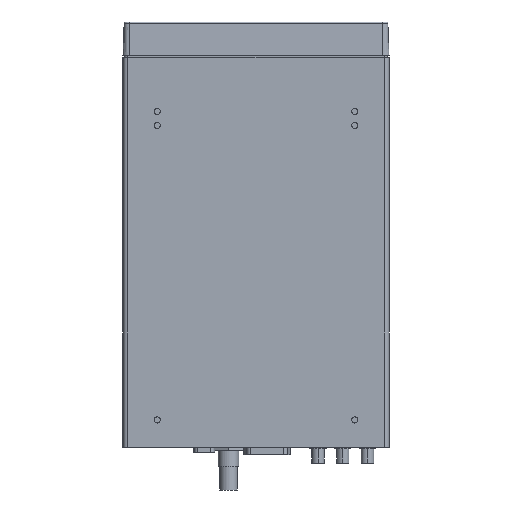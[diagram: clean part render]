
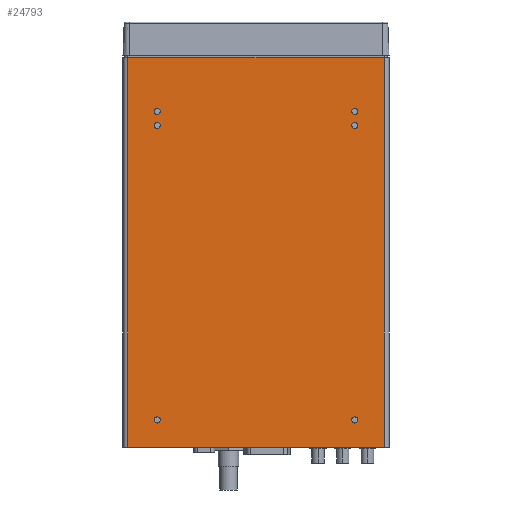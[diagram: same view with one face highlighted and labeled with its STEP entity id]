
A CAD part, front view. The second image highlights one B-rep face of the part: STEP entity #24793.
In plain terms, the highlighted face is planar.
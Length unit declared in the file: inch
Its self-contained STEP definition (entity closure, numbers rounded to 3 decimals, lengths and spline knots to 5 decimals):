
#24135=DIRECTION('',(-1.,0.,0.));
#24136=VECTOR('',#24135,7.7776);
#24137=CARTESIAN_POINT('',(3.8888,0.,5.9135));
#24138=LINE('',#24137,#24136);
#24147=DIRECTION('',(0.,0.,-1.));
#24148=VECTOR('',#24147,11.827);
#24149=CARTESIAN_POINT('',(3.8888,0.,5.9135));
#24150=LINE('',#24149,#24148);
#24151=CARTESIAN_POINT('',(-2.9992,0.,-5.0865));
#24152=DIRECTION('',(0.,-1.,0.));
#24153=DIRECTION('',(1.,0.,0.));
#24154=AXIS2_PLACEMENT_3D('',#24151,#24152,#24153);
#24156=CARTESIAN_POINT('',(-2.9992,0.,-5.0865));
#24157=DIRECTION('',(0.,-1.,0.));
#24158=DIRECTION('',(-1.,0.,0.));
#24159=AXIS2_PLACEMENT_3D('',#24156,#24157,#24158);
#24161=CARTESIAN_POINT('',(3.0008,0.,-5.0865));
#24162=DIRECTION('',(0.,-1.,0.));
#24163=DIRECTION('',(1.,0.,0.));
#24164=AXIS2_PLACEMENT_3D('',#24161,#24162,#24163);
#24166=CARTESIAN_POINT('',(3.0008,0.,-5.0865));
#24167=DIRECTION('',(0.,-1.,0.));
#24168=DIRECTION('',(-1.,0.,0.));
#24169=AXIS2_PLACEMENT_3D('',#24166,#24167,#24168);
#24171=CARTESIAN_POINT('',(-2.9992,0.,4.2785));
#24172=DIRECTION('',(0.,-1.,0.));
#24173=DIRECTION('',(1.,0.,0.));
#24174=AXIS2_PLACEMENT_3D('',#24171,#24172,#24173);
#24176=CARTESIAN_POINT('',(-2.9992,0.,4.2785));
#24177=DIRECTION('',(0.,-1.,0.));
#24178=DIRECTION('',(-1.,0.,0.));
#24179=AXIS2_PLACEMENT_3D('',#24176,#24177,#24178);
#24181=CARTESIAN_POINT('',(-2.9992,0.,3.8535));
#24182=DIRECTION('',(0.,-1.,0.));
#24183=DIRECTION('',(1.,0.,0.));
#24184=AXIS2_PLACEMENT_3D('',#24181,#24182,#24183);
#24186=CARTESIAN_POINT('',(-2.9992,0.,3.8535));
#24187=DIRECTION('',(0.,-1.,0.));
#24188=DIRECTION('',(-1.,0.,0.));
#24189=AXIS2_PLACEMENT_3D('',#24186,#24187,#24188);
#24191=CARTESIAN_POINT('',(3.0008,0.,3.8535));
#24192=DIRECTION('',(0.,-1.,0.));
#24193=DIRECTION('',(1.,0.,0.));
#24194=AXIS2_PLACEMENT_3D('',#24191,#24192,#24193);
#24196=CARTESIAN_POINT('',(3.0008,0.,3.8535));
#24197=DIRECTION('',(0.,-1.,0.));
#24198=DIRECTION('',(-1.,0.,0.));
#24199=AXIS2_PLACEMENT_3D('',#24196,#24197,#24198);
#24201=CARTESIAN_POINT('',(3.0008,0.,4.2785));
#24202=DIRECTION('',(0.,-1.,0.));
#24203=DIRECTION('',(1.,0.,0.));
#24204=AXIS2_PLACEMENT_3D('',#24201,#24202,#24203);
#24206=CARTESIAN_POINT('',(3.0008,0.,4.2785));
#24207=DIRECTION('',(0.,-1.,0.));
#24208=DIRECTION('',(-1.,0.,0.));
#24209=AXIS2_PLACEMENT_3D('',#24206,#24207,#24208);
#24211=DIRECTION('',(0.,0.,-1.));
#24212=VECTOR('',#24211,11.827);
#24213=CARTESIAN_POINT('',(-3.8888,0.,5.9135));
#24214=LINE('',#24213,#24212);
#24333=DIRECTION('',(-1.,0.,0.));
#24334=VECTOR('',#24333,7.7776);
#24335=CARTESIAN_POINT('',(3.8888,0.,-5.9135));
#24336=LINE('',#24335,#24334);
#24603=CARTESIAN_POINT('',(3.8888,0.,5.9135));
#24604=CARTESIAN_POINT('',(-3.8888,0.,5.9135));
#24605=VERTEX_POINT('',#24603);
#24606=VERTEX_POINT('',#24604);
#24615=CARTESIAN_POINT('',(3.8888,0.,-5.9135));
#24616=CARTESIAN_POINT('',(-3.8888,0.,-5.9135));
#24617=VERTEX_POINT('',#24615);
#24618=VERTEX_POINT('',#24616);
#24703=CARTESIAN_POINT('',(3.09455,0.,4.2785));
#24704=CARTESIAN_POINT('',(2.90705,0.,4.2785));
#24705=VERTEX_POINT('',#24703);
#24706=VERTEX_POINT('',#24704);
#24707=CARTESIAN_POINT('',(3.09455,0.,3.8535));
#24708=CARTESIAN_POINT('',(2.90705,0.,3.8535));
#24709=VERTEX_POINT('',#24707);
#24710=VERTEX_POINT('',#24708);
#24711=CARTESIAN_POINT('',(-2.90545,0.,3.8535));
#24712=CARTESIAN_POINT('',(-3.09295,0.,3.8535));
#24713=VERTEX_POINT('',#24711);
#24714=VERTEX_POINT('',#24712);
#24715=CARTESIAN_POINT('',(-2.90545,0.,4.2785));
#24716=CARTESIAN_POINT('',(-3.09295,0.,4.2785));
#24717=VERTEX_POINT('',#24715);
#24718=VERTEX_POINT('',#24716);
#24719=CARTESIAN_POINT('',(3.09455,0.,-5.0865));
#24720=CARTESIAN_POINT('',(2.90705,0.,-5.0865));
#24721=VERTEX_POINT('',#24719);
#24722=VERTEX_POINT('',#24720);
#24723=CARTESIAN_POINT('',(-2.90545,0.,-5.0865));
#24724=CARTESIAN_POINT('',(-3.09295,0.,-5.0865));
#24725=VERTEX_POINT('',#24723);
#24726=VERTEX_POINT('',#24724);
#24743=CARTESIAN_POINT('',(3.8888,0.,5.9135));
#24744=DIRECTION('',(0.,1.,0.));
#24745=DIRECTION('',(-1.,0.,0.));
#24746=AXIS2_PLACEMENT_3D('',#24743,#24744,#24745);
#24747=PLANE('',#24746);
#24748=ORIENTED_EDGE('',*,*,#24732,.T.);
#24750=ORIENTED_EDGE('',*,*,#24749,.T.);
#24752=ORIENTED_EDGE('',*,*,#24751,.F.);
#24754=ORIENTED_EDGE('',*,*,#24753,.F.);
#24755=EDGE_LOOP('',(#24748,#24750,#24752,#24754));
#24756=FACE_OUTER_BOUND('',#24755,.F.);
#24758=ORIENTED_EDGE('',*,*,#24757,.F.);
#24760=ORIENTED_EDGE('',*,*,#24759,.F.);
#24761=EDGE_LOOP('',(#24758,#24760));
#24762=FACE_BOUND('',#24761,.F.);
#24764=ORIENTED_EDGE('',*,*,#24763,.F.);
#24766=ORIENTED_EDGE('',*,*,#24765,.F.);
#24767=EDGE_LOOP('',(#24764,#24766));
#24768=FACE_BOUND('',#24767,.F.);
#24770=ORIENTED_EDGE('',*,*,#24769,.F.);
#24772=ORIENTED_EDGE('',*,*,#24771,.F.);
#24773=EDGE_LOOP('',(#24770,#24772));
#24774=FACE_BOUND('',#24773,.F.);
#24776=ORIENTED_EDGE('',*,*,#24775,.F.);
#24778=ORIENTED_EDGE('',*,*,#24777,.F.);
#24779=EDGE_LOOP('',(#24776,#24778));
#24780=FACE_BOUND('',#24779,.F.);
#24782=ORIENTED_EDGE('',*,*,#24781,.F.);
#24784=ORIENTED_EDGE('',*,*,#24783,.F.);
#24785=EDGE_LOOP('',(#24782,#24784));
#24786=FACE_BOUND('',#24785,.F.);
#24788=ORIENTED_EDGE('',*,*,#24787,.F.);
#24790=ORIENTED_EDGE('',*,*,#24789,.F.);
#24791=EDGE_LOOP('',(#24788,#24790));
#24792=FACE_BOUND('',#24791,.F.);
#24793=ADVANCED_FACE('',(#24756,#24762,#24768,#24774,#24780,#24786,#24792),
#24747,.T.);
#24155=CIRCLE('',#24154,0.09375);
#24160=CIRCLE('',#24159,0.09375);
#24165=CIRCLE('',#24164,0.09375);
#24170=CIRCLE('',#24169,0.09375);
#24175=CIRCLE('',#24174,0.09375);
#24180=CIRCLE('',#24179,0.09375);
#24185=CIRCLE('',#24184,0.09375);
#24190=CIRCLE('',#24189,0.09375);
#24195=CIRCLE('',#24194,0.09375);
#24200=CIRCLE('',#24199,0.09375);
#24205=CIRCLE('',#24204,0.09375);
#24210=CIRCLE('',#24209,0.09375);
#24732=EDGE_CURVE('',#24605,#24606,#24138,.T.);
#24749=EDGE_CURVE('',#24606,#24618,#24214,.T.);
#24751=EDGE_CURVE('',#24617,#24618,#24336,.T.);
#24753=EDGE_CURVE('',#24605,#24617,#24150,.T.);
#24757=EDGE_CURVE('',#24725,#24726,#24155,.T.);
#24759=EDGE_CURVE('',#24726,#24725,#24160,.T.);
#24763=EDGE_CURVE('',#24721,#24722,#24165,.T.);
#24765=EDGE_CURVE('',#24722,#24721,#24170,.T.);
#24769=EDGE_CURVE('',#24717,#24718,#24175,.T.);
#24771=EDGE_CURVE('',#24718,#24717,#24180,.T.);
#24775=EDGE_CURVE('',#24713,#24714,#24185,.T.);
#24777=EDGE_CURVE('',#24714,#24713,#24190,.T.);
#24781=EDGE_CURVE('',#24709,#24710,#24195,.T.);
#24783=EDGE_CURVE('',#24710,#24709,#24200,.T.);
#24787=EDGE_CURVE('',#24705,#24706,#24205,.T.);
#24789=EDGE_CURVE('',#24706,#24705,#24210,.T.);
